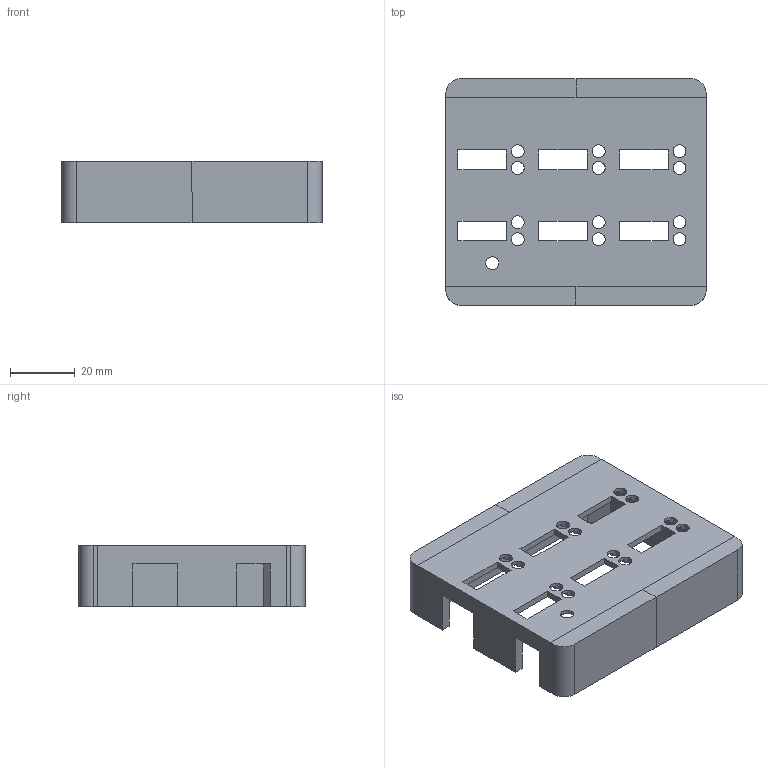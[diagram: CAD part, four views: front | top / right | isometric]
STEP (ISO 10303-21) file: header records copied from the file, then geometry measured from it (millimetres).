
FILE_DESCRIPTION(('FreeCAD Model'),'2;1');
FILE_NAME('ICSP_Housing_Top.step','2019-10-10T13:56:01',(''),(''), 'Open CASCADE STEP processor 7.3','FreeCAD','Unknown');
FILE_SCHEMA(('AUTOMOTIVE_DESIGN { 1 0 10303 214 1 1 1 1 }'));
Length unit declared in the file: millimetre
Products named in the file (1): Pocket007
Bounding box: 80.5 x 70 x 19 mm (x, y, z)
Volume: 29205.1 mm3; surface area: 25239.2 mm2
Topology: 1 solids, 1 shells, 167 faces, 488 edges, 316 vertices
Faces by surface type: plane 141, cylinder 26
Full cylindrical faces by diameter (mm): 2.5 x4, 4 x13, 6 x1
Entity records: 5559 total; most frequent: ORIENTED_EDGE 968, CARTESIAN_POINT 966, DIRECTION 924, EDGE_CURVE 484, LINE 380, VECTOR 380, VERTEX_POINT 314, AXIS2_PLACEMENT_3D 272
